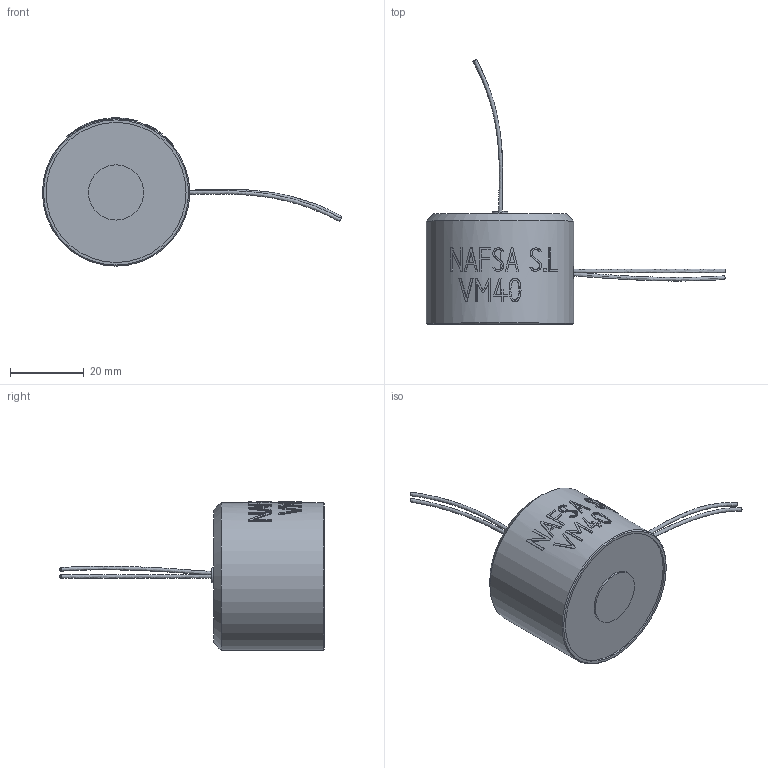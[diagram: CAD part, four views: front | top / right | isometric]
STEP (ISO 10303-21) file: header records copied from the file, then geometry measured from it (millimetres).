
FILE_DESCRIPTION( ( 'Unknown' ), '1' );
FILE_NAME( 'NAFSA_VM40_S.stp', 'Unknown', ( 'Unknown' ), ( 'Unknown' ), 'PSStep 11.0', 'Unknown', ' ' );
FILE_SCHEMA( ( 'AUTOMOTIVE_DESIGN { 1 0 10303 214 1 1 1 1 }' ) );
Length unit declared in the file: millimetre
Products named in the file (6): Cto cables VM40; Assem1; Cable negro; Cable rojo; C_VEM25; Carcasa VM40_S
Bounding box: 81.23 x 71.8 x 40.25 mm (x, y, z)
Volume: 73940.9 mm3; surface area: 13781 mm2
Topology: 11 solids, 11 shells, 307 faces, 733 edges, 488 vertices
Faces by surface type: plane 160, bspline 88, cylinder 55, cone 4
Full cylindrical faces by diameter (mm): 0.854 x6, 4.134 x2, 4.3 x5, 15 x2, 38 x2, 40 x2
Entity records: 8000 total; most frequent: CARTESIAN_POINT 4175, ORIENTED_EDGE 658, EDGE_CURVE 329, B_SPLINE_CURVE_WITH_KNOTS 308, DIRECTION 256, VERTEX_POINT 228, EDGE_LOOP 179, FACE_OUTER_BOUND 156
